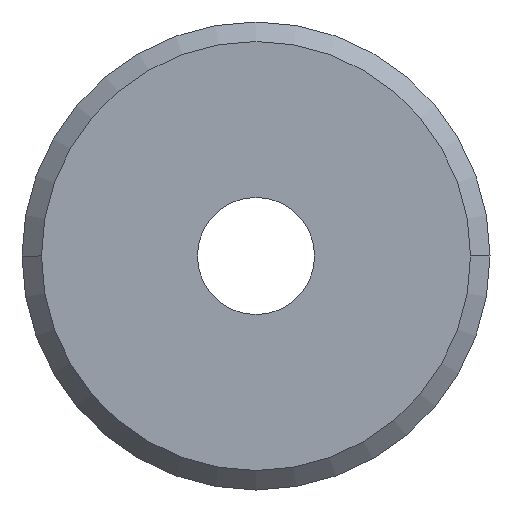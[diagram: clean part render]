
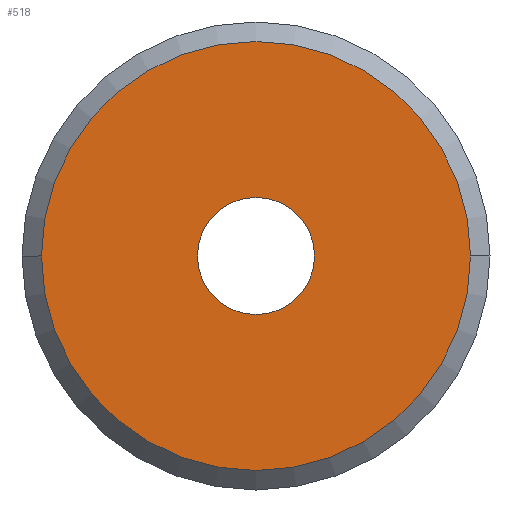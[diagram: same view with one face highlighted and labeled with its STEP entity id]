
A CAD part, front view. The second image highlights one B-rep face of the part: STEP entity #518.
In plain terms, the highlighted planar face has unit normal (0, -1, 0).
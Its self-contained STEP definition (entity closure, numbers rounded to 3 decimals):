
#49=CARTESIAN_POINT('',(-1.5,0.,0.0));
#50=VERTEX_POINT('',#49);
#59=CARTESIAN_POINT('',(1.5,0.0,0.));
#60=VERTEX_POINT('',#59);
#61=CARTESIAN_POINT('',(0.0,0.,0.0));
#62=DIRECTION('',(0.0,1.0,0.0));
#63=DIRECTION('',(-1.0,0.0,0.0));
#64=AXIS2_PLACEMENT_3D('',#61,#62,#63);
#65=CIRCLE('',#64,1.5);
#66=EDGE_CURVE('',#60,#50,#65,.T.);
#312=CARTESIAN_POINT('',(5.5,0.,0.));
#313=VERTEX_POINT('',#312);
#320=CARTESIAN_POINT('',(-5.5,0.,0.));
#321=VERTEX_POINT('',#320);
#322=CARTESIAN_POINT('',(0.0,0.,0.0));
#323=DIRECTION('',(0.0,1.0,0.0));
#324=DIRECTION('',(1.0,0.0,0.0));
#325=AXIS2_PLACEMENT_3D('',#322,#323,#324);
#326=CIRCLE('',#325,5.5);
#327=EDGE_CURVE('',#313,#321,#326,.T.);
#489=CARTESIAN_POINT('',(0.0,0.,0.0));
#490=DIRECTION('',(0.0,1.0,0.0));
#491=DIRECTION('',(1.0,0.0,0.0));
#492=AXIS2_PLACEMENT_3D('',#489,#490,#491);
#493=CIRCLE('',#492,5.5);
#494=EDGE_CURVE('',#321,#313,#493,.T.);
#499=CARTESIAN_POINT('',(-3.75,0.,0.0));
#500=DIRECTION('',(0.0,-1.0,0.0));
#501=DIRECTION('',(0.0,0.0,-1.0));
#502=AXIS2_PLACEMENT_3D('',#499,#500,#501);
#503=PLANE('',#502);
#504=ORIENTED_EDGE('',*,*,#494,.F.);
#505=ORIENTED_EDGE('',*,*,#327,.F.);
#506=EDGE_LOOP('',(#504,#505));
#507=FACE_OUTER_BOUND('',#506,.T.);
#508=CARTESIAN_POINT('',(0.0,0.,0.0));
#509=DIRECTION('',(0.0,1.0,0.0));
#510=DIRECTION('',(-1.0,0.0,0.0));
#511=AXIS2_PLACEMENT_3D('',#508,#509,#510);
#512=CIRCLE('',#511,1.5);
#513=EDGE_CURVE('',#50,#60,#512,.T.);
#514=ORIENTED_EDGE('',*,*,#513,.T.);
#515=ORIENTED_EDGE('',*,*,#66,.T.);
#516=EDGE_LOOP('',(#514,#515));
#517=FACE_BOUND('',#516,.T.);
#518=ADVANCED_FACE('',(#507,#517),#503,.T.);
